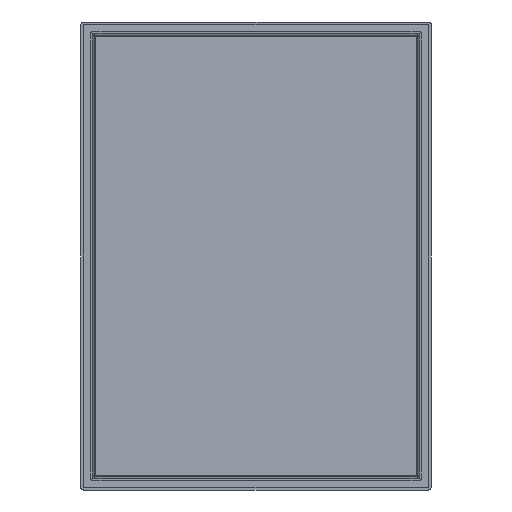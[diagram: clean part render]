
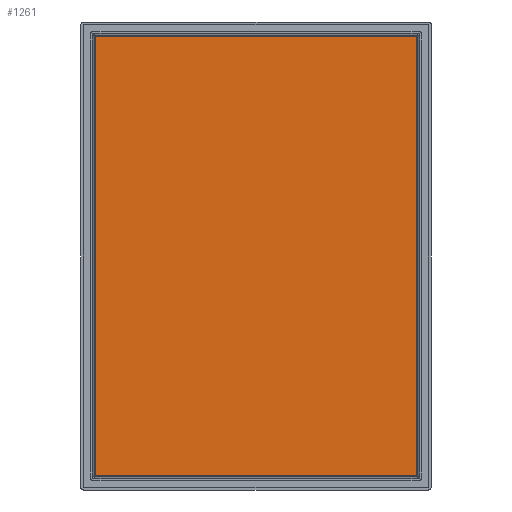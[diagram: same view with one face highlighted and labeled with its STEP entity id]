
A CAD part, front view. The second image highlights one B-rep face of the part: STEP entity #1261.
In plain terms, the highlighted planar face has unit normal (0, -1, 0).
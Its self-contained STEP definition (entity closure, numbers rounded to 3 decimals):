
#184 = PLANE ( 'NONE',  #5020 ) ;
#217 = ORIENTED_EDGE ( 'NONE', *, *, #2486, .T. ) ;
#260 = VERTEX_POINT ( 'NONE', #4404 ) ;
#300 = FACE_OUTER_BOUND ( 'NONE', #866, .T. ) ;
#496 = VECTOR ( 'NONE', #2439, 1000. ) ;
#551 = ORIENTED_EDGE ( 'NONE', *, *, #770, .T. ) ;
#770 = EDGE_CURVE ( 'NONE', #260, #2669, #4486, .T. ) ;
#866 = EDGE_LOOP ( 'NONE', ( #2876, #217, #551, #1945 ) ) ;
#873 = EDGE_CURVE ( 'NONE', #5310, #5131, #1977, .T. ) ;
#1070 = CARTESIAN_POINT ( 'NONE',  ( 149., 46.4, 199. ) ) ;
#1074 = CARTESIAN_POINT ( 'NONE',  ( 149., 46.4, 186.761 ) ) ;
#1261 = ADVANCED_FACE ( 'NONE', ( #300 ), #184, .T. ) ;
#1945 = ORIENTED_EDGE ( 'NONE', *, *, #4335, .T. ) ;
#1977 = LINE ( 'NONE', #4154, #496 ) ;
#2301 = DIRECTION ( 'NONE',  ( -1., 0., 0. ) ) ;
#2325 = CARTESIAN_POINT ( 'NONE',  ( -136.761, 46.4, -186.761 ) ) ;
#2373 = VECTOR ( 'NONE', #3215, 1000. ) ;
#2439 = DIRECTION ( 'NONE',  ( 0., 0., 1. ) ) ;
#2449 = VECTOR ( 'NONE', #3652, 1000. ) ;
#2486 = EDGE_CURVE ( 'NONE', #5131, #260, #4655, .T. ) ;
#2669 = VERTEX_POINT ( 'NONE', #2325 ) ;
#2775 = DIRECTION ( 'NONE',  ( 0., 0., -1. ) ) ;
#2876 = ORIENTED_EDGE ( 'NONE', *, *, #873, .T. ) ;
#3187 = DIRECTION ( 'NONE',  ( 0., -1., 0. ) ) ;
#3200 = VECTOR ( 'NONE', #2301, 1000. ) ;
#3215 = DIRECTION ( 'NONE',  ( 0., 0., -1. ) ) ;
#3617 = CARTESIAN_POINT ( 'NONE',  ( -136.761, 46.4, 199. ) ) ;
#3652 = DIRECTION ( 'NONE',  ( 1., 0., 0. ) ) ;
#4096 = CARTESIAN_POINT ( 'NONE',  ( 149., 46.4, -186.761 ) ) ;
#4129 = CARTESIAN_POINT ( 'NONE',  ( 136.761, 46.4, -186.761 ) ) ;
#4154 = CARTESIAN_POINT ( 'NONE',  ( 136.761, 46.4, 199. ) ) ;
#4335 = EDGE_CURVE ( 'NONE', #2669, #5310, #5080, .T. ) ;
#4404 = CARTESIAN_POINT ( 'NONE',  ( -136.761, 46.4, 186.761 ) ) ;
#4486 = LINE ( 'NONE', #3617, #2373 ) ;
#4655 = LINE ( 'NONE', #1074, #3200 ) ;
#5020 = AXIS2_PLACEMENT_3D ( 'NONE', #1070, #3187, #2775 ) ;
#5080 = LINE ( 'NONE', #4096, #2449 ) ;
#5131 = VERTEX_POINT ( 'NONE', #5219 ) ;
#5219 = CARTESIAN_POINT ( 'NONE',  ( 136.761, 46.4, 186.761 ) ) ;
#5310 = VERTEX_POINT ( 'NONE', #4129 ) ;
